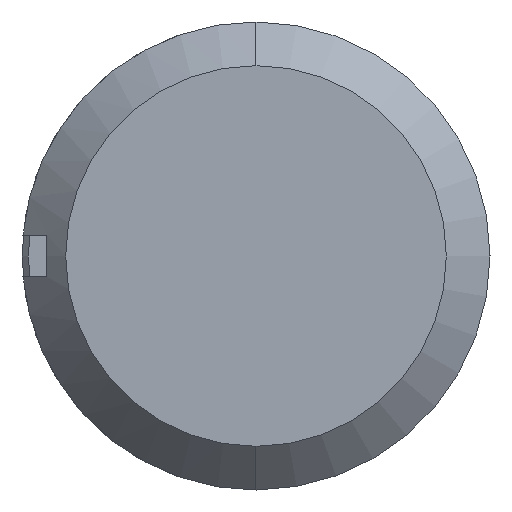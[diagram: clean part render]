
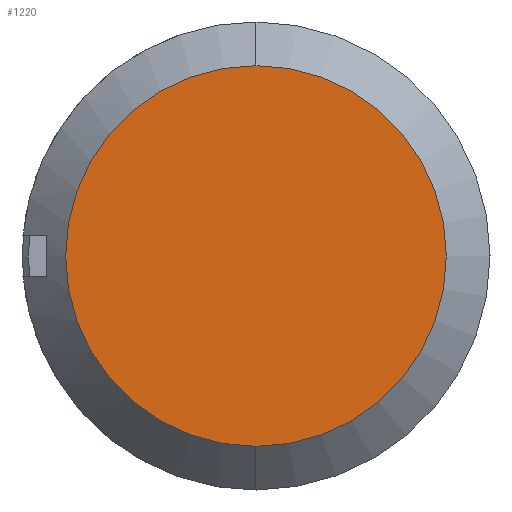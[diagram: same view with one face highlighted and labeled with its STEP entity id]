
A CAD part, left-side view. The second image highlights one B-rep face of the part: STEP entity #1220.
In plain terms, the highlighted planar face has unit normal (-1, 0, 0).
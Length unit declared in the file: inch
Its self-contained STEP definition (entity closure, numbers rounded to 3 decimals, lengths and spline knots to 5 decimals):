
#136 = AXIS2_PLACEMENT_3D ( 'NONE', #1743, #353, #2123 ) ;
#163 = EDGE_CURVE ( 'NONE', #861, #1510, #192, .T. ) ;
#192 = CIRCLE ( 'NONE', #1397, 0.305 ) ;
#279 = EDGE_LOOP ( 'NONE', ( #2054, #844 ) ) ;
#353 = DIRECTION ( 'NONE',  ( 1., 0., 0. ) ) ;
#363 = DIRECTION ( 'NONE',  ( -1., 0., 0. ) ) ;
#663 = AXIS2_PLACEMENT_3D ( 'NONE', #1625, #363, #700 ) ;
#700 = DIRECTION ( 'NONE',  ( 0., 0., 1. ) ) ;
#844 = ORIENTED_EDGE ( 'NONE', *, *, #886, .F. ) ;
#861 = VERTEX_POINT ( 'NONE', #1052 ) ;
#886 = EDGE_CURVE ( 'NONE', #1510, #861, #1110, .T. ) ;
#1052 = CARTESIAN_POINT ( 'NONE',  ( -0.33132, 0.65187, 0.62595 ) ) ;
#1110 = CIRCLE ( 'NONE', #136, 0.305 ) ;
#1190 = DIRECTION ( 'NONE',  ( 0., 0., -1. ) ) ;
#1216 = DIRECTION ( 'NONE',  ( 1., 0., 0. ) ) ;
#1220 = ADVANCED_FACE ( 'NONE', ( #2051 ), #1971, .T. ) ;
#1397 = AXIS2_PLACEMENT_3D ( 'NONE', #2087, #1216, #1190 ) ;
#1510 = VERTEX_POINT ( 'NONE', #1861 ) ;
#1625 = CARTESIAN_POINT ( 'NONE',  ( -0.33132, 0.65187, 0.93095 ) ) ;
#1743 = CARTESIAN_POINT ( 'NONE',  ( -0.33132, 0.65187, 0.93095 ) ) ;
#1861 = CARTESIAN_POINT ( 'NONE',  ( -0.33132, 0.65187, 1.23595 ) ) ;
#1971 = PLANE ( 'NONE',  #663 ) ;
#2051 = FACE_OUTER_BOUND ( 'NONE', #279, .T. ) ;
#2054 = ORIENTED_EDGE ( 'NONE', *, *, #163, .F. ) ;
#2087 = CARTESIAN_POINT ( 'NONE',  ( -0.33132, 0.65187, 0.93095 ) ) ;
#2123 = DIRECTION ( 'NONE',  ( 0., 0., -1. ) ) ;
